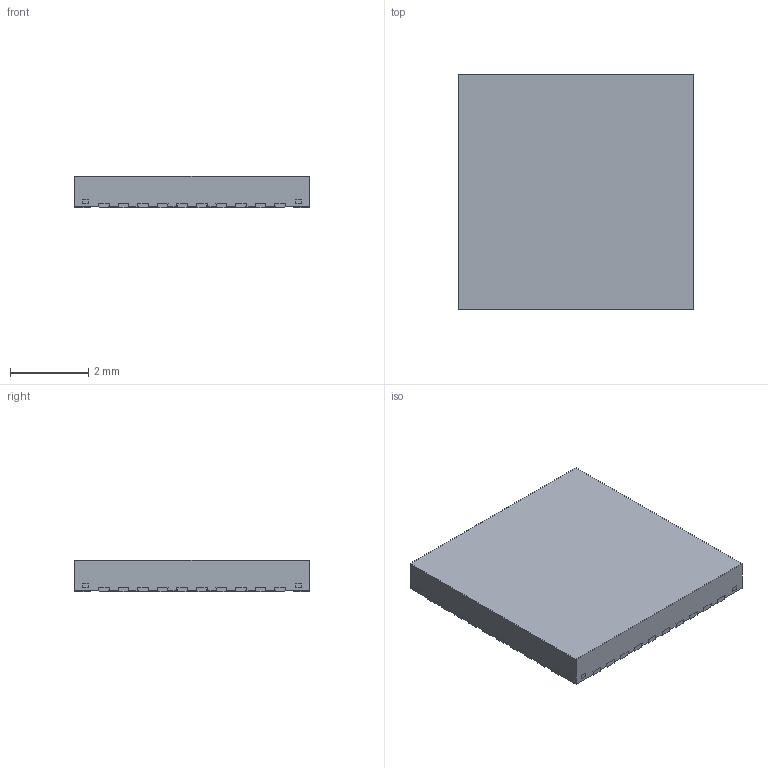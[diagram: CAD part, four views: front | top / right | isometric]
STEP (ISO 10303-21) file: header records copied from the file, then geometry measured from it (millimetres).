
FILE_DESCRIPTION((''),'2;1');
FILE_NAME('RTA0040A_ASM','2017-02-07T',('a0412086'),(''),'CREO PARAMETRIC BY PTC INC, 2016050','CREO PARAMETRIC BY PTC INC, 2016050','');
FILE_SCHEMA(('AUTOMOTIVE_DESIGN { 1 0 10303 214 1 1 1 1 }'));
Length unit declared in the file: millimetre
Products named in the file (4): BODY-QFN; FRAME-RTA0040A; PIN1-ID; RTA0040A_ASM
Assembly tree (3 placements, depth 2):
  RTA0040A_ASM
    BODY-QFN
    FRAME-RTA0040A
    PIN1-ID
Bounding box: 6 x 6 x 0.8 mm (x, y, z)
Volume: 28.5 mm3; surface area: 175.8 mm2
Topology: 46 solids, 46 shells, 645 faces, 1650 edges, 1100 vertices
Faces by surface type: plane 565, cylinder 80
Entity records: 25983 total; most frequent: CARTESIAN_POINT 4689, ORIENTED_EDGE 3300, DIRECTION 2794, PRESENTATION_STYLE_ASSIGNMENT 1737, STYLED_ITEM 1696, CURVE_STYLE 1650, EDGE_CURVE 1650, VECTOR 1490
